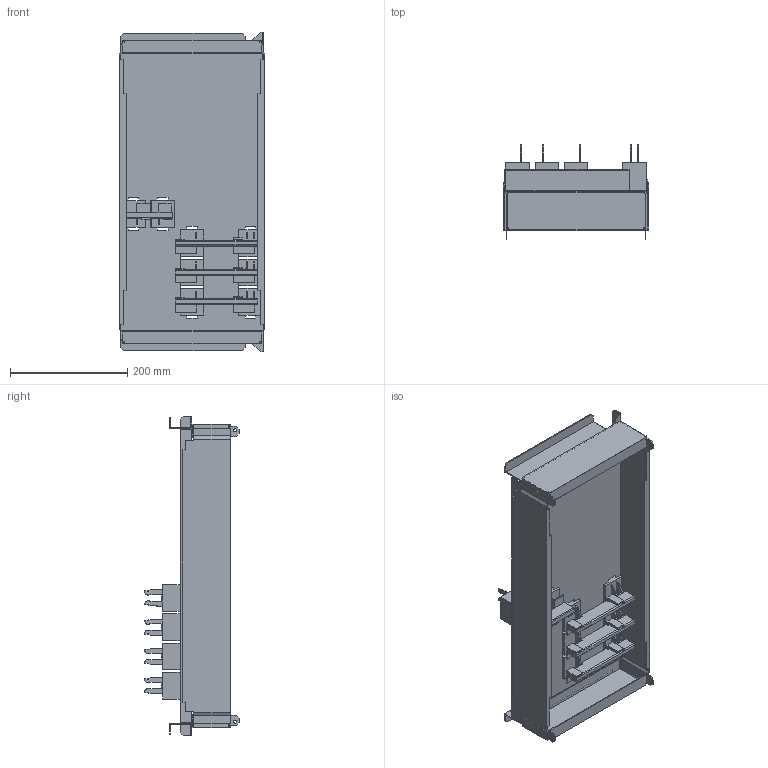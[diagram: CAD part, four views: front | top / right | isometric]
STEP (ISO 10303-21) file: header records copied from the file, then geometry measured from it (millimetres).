
FILE_DESCRIPTION((''),'2;1');
FILE_NAME('1SEP622561R0002_ASM','2023-08-19T13:12:15',('sarey'),(''),'CREO PARAMETRIC BY PTC INC, 2017260','CREO PARAMETRIC BY PTC INC, 2017260','');
FILE_SCHEMA(('AUTOMOTIVE_DESIGN { 1 0 10303 214 1 1 1 1 }'));
Length unit declared in the file: inch
Products named in the file (1): 1SEP622561R0002_ASM
Bounding box: 249 x 161.4 x 546.04 mm (x, y, z)
Surface area: 824211.9 mm2 (no closed solid volume)
Topology: 0 solids, 28 shells, 1020 faces, 2941 edges, 1973 vertices
Faces by surface type: plane 796, cylinder 220, bspline 4
Entity records: 40796 total; most frequent: CARTESIAN_POINT 6337, ORIENTED_EDGE 5882, DIRECTION 5398, EDGE_CURVE 2941, VECTOR 2432, LINE 2432, VERTEX_POINT 1973, AXIS2_PLACEMENT_3D 1483
